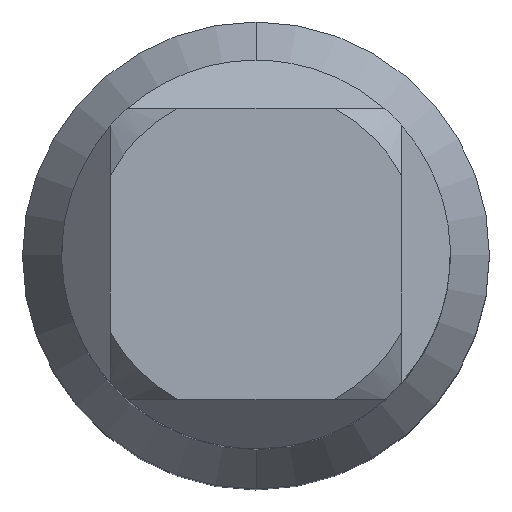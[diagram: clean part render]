
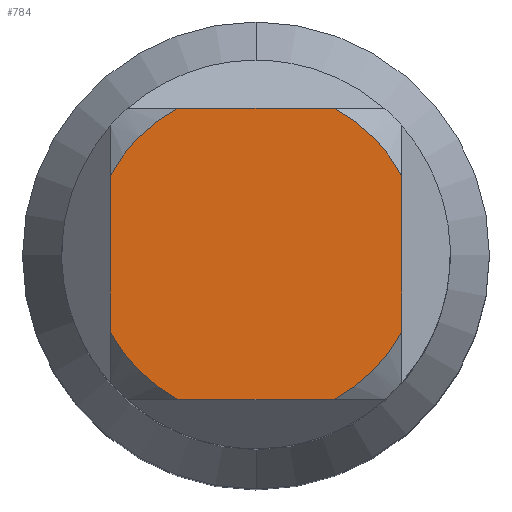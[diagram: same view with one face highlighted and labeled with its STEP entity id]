
A CAD part, top view. The second image highlights one B-rep face of the part: STEP entity #784.
In plain terms, the highlighted planar face has unit normal (0, 0, 1).
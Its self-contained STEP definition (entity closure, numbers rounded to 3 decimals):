
#50 = EDGE_LOOP ( 'NONE', ( #975, #270, #889, #51, #329, #94, #235, #182 ) ) ;
#51 = ORIENTED_EDGE ( 'NONE', *, *, #934, .T. ) ;
#79 = CARTESIAN_POINT ( 'NONE',  ( 0., 0., 28.329 ) ) ;
#88 = VECTOR ( 'NONE', #1126, 1000. ) ;
#94 = ORIENTED_EDGE ( 'NONE', *, *, #945, .T. ) ;
#109 = CIRCLE ( 'NONE', #601, 7.43 ) ;
#118 = CARTESIAN_POINT ( 'NONE',  ( -3.526, -6.54, 28.329 ) ) ;
#129 = VERTEX_POINT ( 'NONE', #1064 ) ;
#133 = LINE ( 'NONE', #218, #1030 ) ;
#139 = PLANE ( 'NONE',  #334 ) ;
#140 = AXIS2_PLACEMENT_3D ( 'NONE', #1118, #501, #841 ) ;
#144 = CARTESIAN_POINT ( 'NONE',  ( 6.54, -3.526, 28.329 ) ) ;
#159 = CARTESIAN_POINT ( 'NONE',  ( 0., 0., 28.329 ) ) ;
#182 = ORIENTED_EDGE ( 'NONE', *, *, #955, .T. ) ;
#209 = CIRCLE ( 'NONE', #140, 7.43 ) ;
#218 = CARTESIAN_POINT ( 'NONE',  ( -6.54, 0., 28.329 ) ) ;
#224 = CARTESIAN_POINT ( 'NONE',  ( 0., 0., 28.329 ) ) ;
#235 = ORIENTED_EDGE ( 'NONE', *, *, #892, .T. ) ;
#244 = DIRECTION ( 'NONE',  ( 0., -1., 0. ) ) ;
#266 = AXIS2_PLACEMENT_3D ( 'NONE', #224, #651, #309 ) ;
#270 = ORIENTED_EDGE ( 'NONE', *, *, #918, .T. ) ;
#301 = LINE ( 'NONE', #677, #729 ) ;
#309 = DIRECTION ( 'NONE',  ( 0., -1., 0. ) ) ;
#310 = CARTESIAN_POINT ( 'NONE',  ( 3.526, -6.54, 28.329 ) ) ;
#329 = ORIENTED_EDGE ( 'NONE', *, *, #878, .T. ) ;
#334 = AXIS2_PLACEMENT_3D ( 'NONE', #547, #1085, #464 ) ;
#337 = LINE ( 'NONE', #1115, #88 ) ;
#391 = DIRECTION ( 'NONE',  ( 0., -1., 0. ) ) ;
#436 = CIRCLE ( 'NONE', #1106, 7.43 ) ;
#464 = DIRECTION ( 'NONE',  ( 0., -1., 0. ) ) ;
#472 = DIRECTION ( 'NONE',  ( -1., 0., 0. ) ) ;
#496 = CARTESIAN_POINT ( 'NONE',  ( 0., -6.54, 28.329 ) ) ;
#500 = CARTESIAN_POINT ( 'NONE',  ( 3.526, 6.54, 28.329 ) ) ;
#501 = DIRECTION ( 'NONE',  ( 0., 0., 1. ) ) ;
#505 = DIRECTION ( 'NONE',  ( 1., 0., 0. ) ) ;
#525 = VECTOR ( 'NONE', #505, 1000. ) ;
#547 = CARTESIAN_POINT ( 'NONE',  ( 0., 0., 28.329 ) ) ;
#557 = LINE ( 'NONE', #496, #525 ) ;
#563 = VERTEX_POINT ( 'NONE', #768 ) ;
#601 = AXIS2_PLACEMENT_3D ( 'NONE', #159, #817, #391 ) ;
#646 = FACE_OUTER_BOUND ( 'NONE', #50, .T. ) ;
#651 = DIRECTION ( 'NONE',  ( 0., 0., 1. ) ) ;
#677 = CARTESIAN_POINT ( 'NONE',  ( 0., 6.54, 28.329 ) ) ;
#723 = VERTEX_POINT ( 'NONE', #310 ) ;
#729 = VECTOR ( 'NONE', #472, 1000. ) ;
#752 = DIRECTION ( 'NONE',  ( 0., -1., 0. ) ) ;
#768 = CARTESIAN_POINT ( 'NONE',  ( -3.526, 6.54, 28.329 ) ) ;
#784 = ADVANCED_FACE ( 'NONE', ( #646 ), #139, .T. ) ;
#786 = CIRCLE ( 'NONE', #266, 7.43 ) ;
#795 = VERTEX_POINT ( 'NONE', #118 ) ;
#817 = DIRECTION ( 'NONE',  ( 0., 0., 1. ) ) ;
#841 = DIRECTION ( 'NONE',  ( 0., -1., 0. ) ) ;
#843 = EDGE_CURVE ( 'NONE', #563, #1082, #436, .T. ) ;
#847 = DIRECTION ( 'NONE',  ( 0., 0., 1. ) ) ;
#857 = EDGE_CURVE ( 'NONE', #859, #795, #209, .T. ) ;
#859 = VERTEX_POINT ( 'NONE', #1029 ) ;
#866 = VERTEX_POINT ( 'NONE', #500 ) ;
#878 = EDGE_CURVE ( 'NONE', #723, #952, #109, .T. ) ;
#889 = ORIENTED_EDGE ( 'NONE', *, *, #857, .T. ) ;
#892 = EDGE_CURVE ( 'NONE', #129, #866, #786, .T. ) ;
#918 = EDGE_CURVE ( 'NONE', #1082, #859, #133, .T. ) ;
#934 = EDGE_CURVE ( 'NONE', #795, #723, #557, .T. ) ;
#945 = EDGE_CURVE ( 'NONE', #952, #129, #337, .T. ) ;
#952 = VERTEX_POINT ( 'NONE', #144 ) ;
#955 = EDGE_CURVE ( 'NONE', #866, #563, #301, .T. ) ;
#975 = ORIENTED_EDGE ( 'NONE', *, *, #843, .T. ) ;
#1029 = CARTESIAN_POINT ( 'NONE',  ( -6.54, -3.526, 28.329 ) ) ;
#1030 = VECTOR ( 'NONE', #752, 1000. ) ;
#1035 = CARTESIAN_POINT ( 'NONE',  ( -6.54, 3.526, 28.329 ) ) ;
#1064 = CARTESIAN_POINT ( 'NONE',  ( 6.54, 3.526, 28.329 ) ) ;
#1082 = VERTEX_POINT ( 'NONE', #1035 ) ;
#1085 = DIRECTION ( 'NONE',  ( 0., 0., 1. ) ) ;
#1106 = AXIS2_PLACEMENT_3D ( 'NONE', #79, #847, #244 ) ;
#1115 = CARTESIAN_POINT ( 'NONE',  ( 6.54, 0., 28.329 ) ) ;
#1118 = CARTESIAN_POINT ( 'NONE',  ( 0., 0., 28.329 ) ) ;
#1126 = DIRECTION ( 'NONE',  ( 0., 1., 0. ) ) ;
